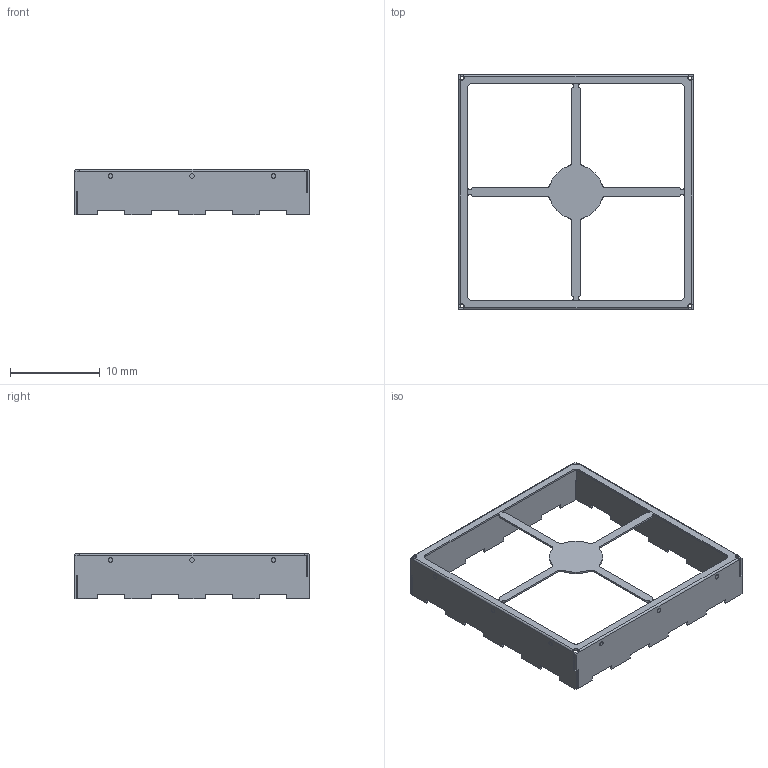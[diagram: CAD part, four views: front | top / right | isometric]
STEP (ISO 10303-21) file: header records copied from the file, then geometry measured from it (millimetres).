
FILE_DESCRIPTION(/* description */ (''),/* implementation_level */ '2;1');
FILE_NAME(/* name */ 'MSBOX_LAIRD_BMI-S-203-F.stp',/* time_stamp */ '2017-06-20T14:33:11+02:00',/* author */ ('jchouvet'),/* organization */ ('SolidWorks'),/* preprocessor_version */ 'ST-DEVELOPER v16.1',/* originating_system */ 'AutoCAD Mechanical',/* authorisation */ '');
FILE_SCHEMA (('AUTOMOTIVE_DESIGN { 1 0 10303 214 3 1 1 }'));
Length unit declared in the file: millimetre
Products named in the file (1): Product
Bounding box: 26.31 x 26.31 x 5.08 mm (x, y, z)
Volume: 128.2 mm3; surface area: 1358.5 mm2
Topology: 14 solids, 14 shells, 204 faces, 496 edges, 320 vertices
Faces by surface type: plane 160, cylinder 44
Full cylindrical faces by diameter (mm): 0.5 x12
Entity records: 5855 total; most frequent: CARTESIAN_POINT 1009, DIRECTION 982, ORIENTED_EDGE 968, EDGE_CURVE 484, LINE 396, VECTOR 396, VERTEX_POINT 320, AXIS2_PLACEMENT_3D 293
